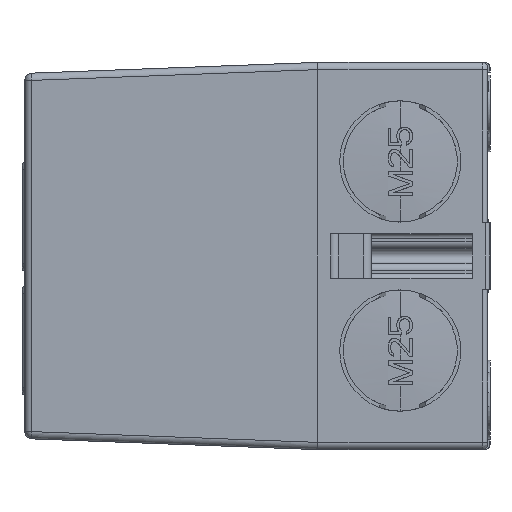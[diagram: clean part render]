
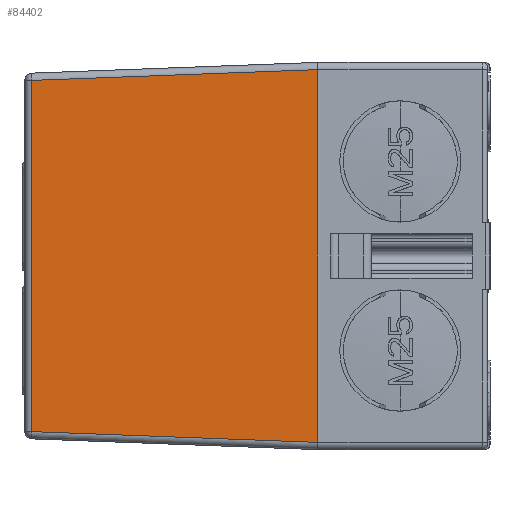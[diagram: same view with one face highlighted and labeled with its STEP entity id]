
A CAD part, left-side view. The second image highlights one B-rep face of the part: STEP entity #84402.
In plain terms, the highlighted planar face has unit normal (-0.999, 0.035, 0).
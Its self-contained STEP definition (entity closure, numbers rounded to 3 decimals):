
#75554=CARTESIAN_POINT('',(-67.4,-30.213,-38.426));
#75567=DIRECTION('',(0.,0.,1.));
#75568=VECTOR('',#75567,76.852);
#75569=CARTESIAN_POINT('',(-67.4,-30.213,-38.426));
#75570=LINE('',#75569,#75568);
#75582=CARTESIAN_POINT('',(-67.4,-30.213,38.426));
#75799=DIRECTION('',(0.,0.,-1.));
#75800=VECTOR('',#75799,72.411);
#75801=CARTESIAN_POINT('',(-65.34,28.765,
36.205));
#75802=LINE('',#75801,#75800);
#75806=DIRECTION('',(0.035,0.999,-0.038));
#75807=VECTOR('',#75806,59.055);
#75808=CARTESIAN_POINT('',(-67.4,-30.213,38.426));
#75809=LINE('',#75808,#75807);
#75813=DIRECTION('',(-0.035,-0.999,-0.038));
#75814=VECTOR('',#75813,59.055);
#75815=CARTESIAN_POINT('',(-65.34,28.765,
-36.205));
#75816=LINE('',#75815,#75814);
#82915=CARTESIAN_POINT('',(-65.34,28.765,
36.205));
#82916=CARTESIAN_POINT('',(-65.34,28.765,
-36.205));
#82917=VERTEX_POINT('',#82915);
#82918=VERTEX_POINT('',#82916);
#82919=VERTEX_POINT('',#75554);
#82942=VERTEX_POINT('',#75582);
#84390=CARTESIAN_POINT('',(-65.29,30.213,-39.925));
#84391=DIRECTION('',(-0.999,0.035,0.));
#84392=DIRECTION('',(-0.035,-0.999,0.));
#84393=AXIS2_PLACEMENT_3D('',#84390,#84391,#84392);
#84394=PLANE('',#84393);
#84396=ORIENTED_EDGE('',*,*,#84395,.F.);
#84397=ORIENTED_EDGE('',*,*,#84375,.F.);
#84398=ORIENTED_EDGE('',*,*,#84159,.F.);
#84399=ORIENTED_EDGE('',*,*,#84252,.F.);
#84400=EDGE_LOOP('',(#84396,#84397,#84398,#84399));
#84401=FACE_OUTER_BOUND('',#84400,.F.);
#84159=EDGE_CURVE('',#82919,#82942,#75570,.T.);
#84252=EDGE_CURVE('',#82918,#82919,#75816,.T.);
#84375=EDGE_CURVE('',#82942,#82917,#75809,.T.);
#84395=EDGE_CURVE('',#82917,#82918,#75802,.T.);
#84402=ADVANCED_FACE('',(#84401),#84394,.T.);
